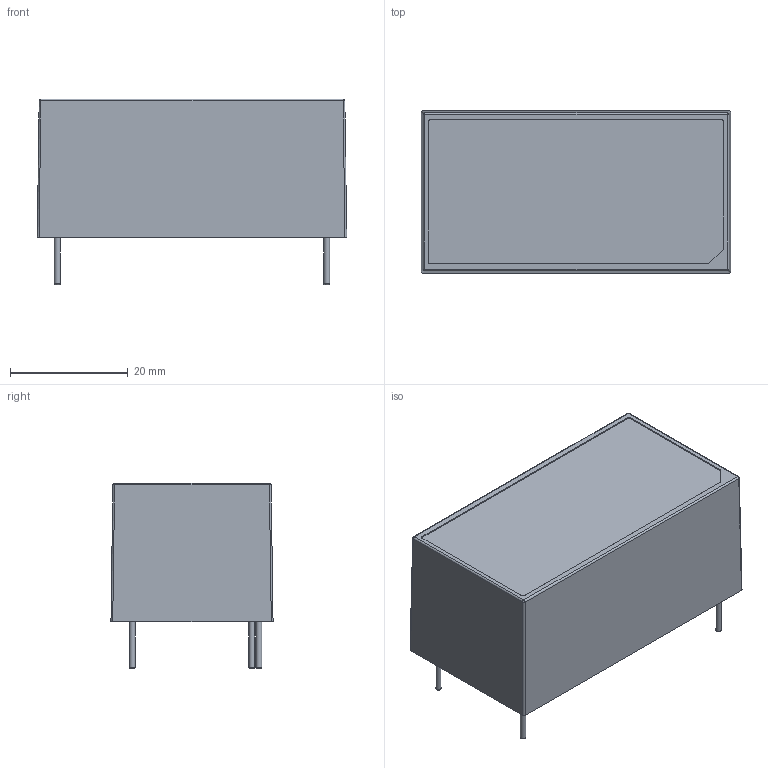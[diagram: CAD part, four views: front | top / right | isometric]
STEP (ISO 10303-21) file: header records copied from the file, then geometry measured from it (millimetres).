
FILE_DESCRIPTION(/* description */ (''),/* implementation_level */ '2;1');
FILE_NAME(/* name */ 'TMPW 25.stp',/* time_stamp */ '2020-09-24T10:12:27+08:00',/* author */ ('peter'),/* organization */ (''),/* preprocessor_version */ 'ST-DEVELOPER v15.2',/* originating_system */ 'Autodesk Inventor 2014',/* authorisation */ '');
FILE_SCHEMA (('AUTOMOTIVE_DESIGN { 1 0 10303 214 3 1 1 }'));
Length unit declared in the file: millimetre
Products named in the file (6): TOP CASE; BOT CASE; M3 x 3 mm; PIN - 1.0 x 8 mm; TMPW 25
Bounding box: 52.5 x 27.5 x 31.5 mm (x, y, z)
Volume: 5044.2 mm3; surface area: 13227.3 mm2
Topology: 7 solids, 7 shells, 148 faces, 359 edges, 229 vertices
Faces by surface type: plane 99, cylinder 33, cone 7, torus 5, sphere 4
Full cylindrical faces by diameter (mm): 1 x4, 1.1 x5, 2.459 x1, 3.5 x1, 4 x3, 6.3 x1
Entity records: 4080 total; most frequent: DIRECTION 687, CARTESIAN_POINT 687, ORIENTED_EDGE 636, EDGE_CURVE 318, LINE 249, VECTOR 249, VERTEX_POINT 219, AXIS2_PLACEMENT_3D 219
